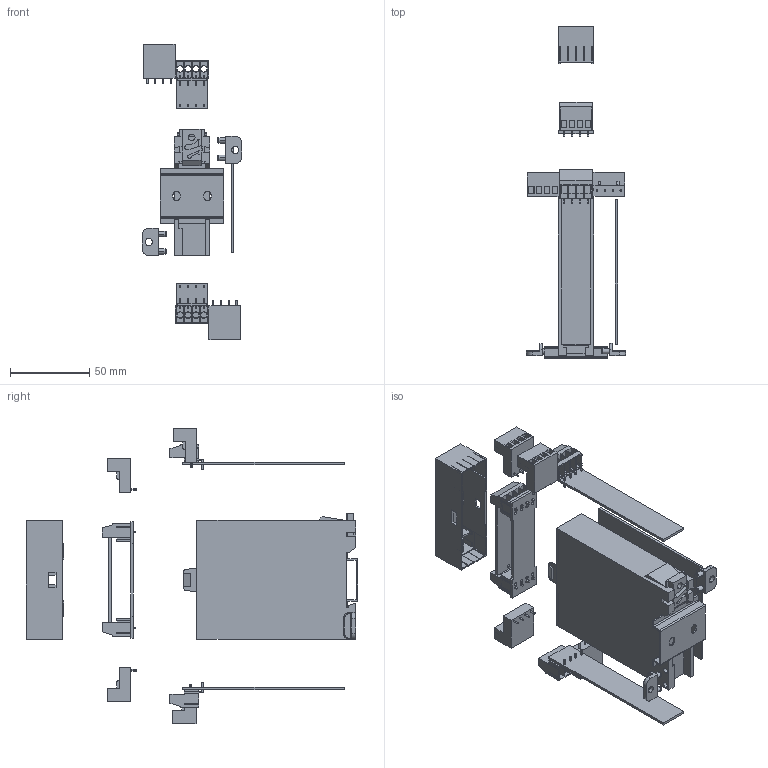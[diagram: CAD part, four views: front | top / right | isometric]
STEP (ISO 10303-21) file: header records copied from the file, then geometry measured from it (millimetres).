
FILE_DESCRIPTION (( 'STEP AP214' ), '1' );
FILE_NAME ('VE-22.5.STEP', '2022-01-17T11:55:20', ( '' ), ( '' ), 'SwSTEP 2.0', 'SolidWorks 2017', '' );
FILE_SCHEMA (( 'AUTOMOTIVE_DESIGN' ));
Length unit declared in the file: millimetre
Products named in the file (33): Horizontal PCB VE-22.5; Euro fixed Terminal-4WayTerminal-right Angle; Euro fixed Terminal-4WayTerminal; Clip; Euro Terminal5mm-Plug-In-4Way; Display PCB VE-22.5; VE-22.5; Foot Bracket; Euro Terminal5mm-Plug-In-4Way-Right Angle; Box base VE-22.5; Vertical PCB VE-22.5; Top cover VE-22.5; Base PCB VE-22.5; Rail-35-40
Assembly tree (19 placements, depth 2):
  Horizontal PCB VE-22.5
  Euro fixed Terminal-4WayTerminal-right Angle
  Euro fixed Terminal-4WayTerminal
  Clip
  Euro Terminal5mm-Plug-In-4Way
Bounding box: 62.5 x 209.2 x 186.2 mm (x, y, z)
Volume: 93253.2 mm3; surface area: 112763.4 mm2
Topology: 19 solids, 19 shells, 1515 faces, 4265 edges, 2792 vertices
Faces by surface type: plane 1215, cylinder 280, torus 12, cone 8
Entity records: 34617 total; most frequent: CARTESIAN_POINT 5955, ORIENTED_EDGE 5906, DIRECTION 5588, EDGE_CURVE 2953, VECTOR 2426, LINE 2426, VERTEX_POINT 1940, AXIS2_PLACEMENT_3D 1581
